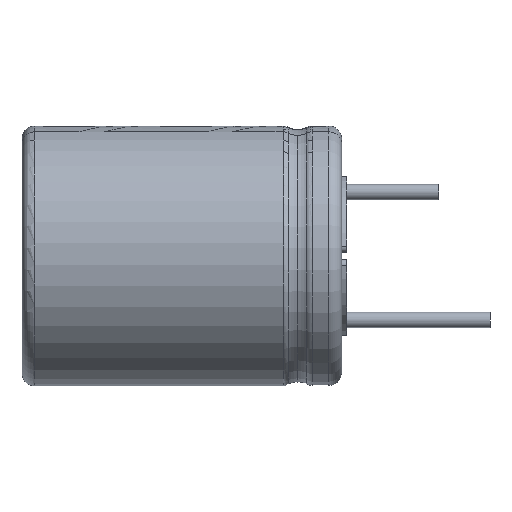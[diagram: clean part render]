
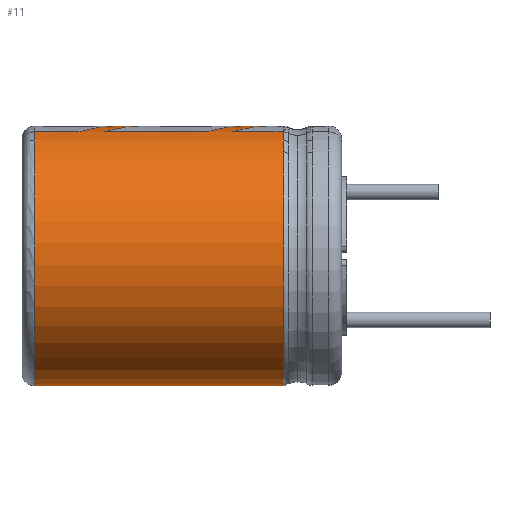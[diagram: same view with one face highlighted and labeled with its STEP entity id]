
A CAD part, left-side view. The second image highlights one B-rep face of the part: STEP entity #11.
In plain terms, the highlighted cylindrical face has radius 5.08 mm (diameter 10.16 mm), a partial arc.
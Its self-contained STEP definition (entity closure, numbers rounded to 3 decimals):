
#11 = ADVANCED_FACE ( 'NONE', ( #3034 ), #4594, .T. ) ;
#101 = EDGE_CURVE ( 'NONE', #3443, #3551, #2695, .T. ) ;
#170 = EDGE_CURVE ( 'NONE', #3509, #3402, #762, .T. ) ;
#211 = LINE ( 'NONE', #212, #2382 ) ;
#212 = CARTESIAN_POINT ( 'NONE',  ( 0., 12.5, -5.08 ) ) ;
#213 = DIRECTION ( 'NONE',  ( 0., 1., 0. ) ) ;
#439 = VECTOR ( 'NONE', #1599, 1000. ) ;
#762 = CIRCLE ( 'NONE', #2364, 5.08 ) ;
#956 = ORIENTED_EDGE ( 'NONE', *, *, #2730, .T. ) ;
#964 = ORIENTED_EDGE ( 'NONE', *, *, #2533, .F. ) ;
#965 = ORIENTED_EDGE ( 'NONE', *, *, #2801, .T. ) ;
#967 = ORIENTED_EDGE ( 'NONE', *, *, #101, .F. ) ;
#1597 = LINE ( 'NONE', #1598, #439 ) ;
#1598 = CARTESIAN_POINT ( 'NONE',  ( -1.5, 12.5, 4.853 ) ) ;
#1599 = DIRECTION ( 'NONE',  ( 0., 1., 0. ) ) ;
#1614 = CARTESIAN_POINT ( 'NONE',  ( 0., 3.772, 5.08 ) ) ;
#1615 = CARTESIAN_POINT ( 'NONE',  ( -0.509, 4.281, 5.08 ) ) ;
#1616 = CARTESIAN_POINT ( 'NONE',  ( -1.013, 4.785, 5.004 ) ) ;
#1617 = CARTESIAN_POINT ( 'NONE',  ( -1.5, 5.272, 4.853 ) ) ;
#1674 = LINE ( 'NONE', #1675, #4854 ) ;
#1675 = CARTESIAN_POINT ( 'NONE',  ( -1.5, 12.5, 4.853 ) ) ;
#1676 = DIRECTION ( 'NONE',  ( 0., 1., 0. ) ) ;
#1799 = CARTESIAN_POINT ( 'NONE',  ( 0., 2.772, 5.08 ) ) ;
#1815 = CARTESIAN_POINT ( 'NONE',  ( -1.5, 2.29, 4.853 ) ) ;
#1828 = CARTESIAN_POINT ( 'NONE',  ( -1.5, 10.272, 4.853 ) ) ;
#1848 = CARTESIAN_POINT ( 'NONE',  ( -1.5, 4.272, 4.853 ) ) ;
#1856 = CARTESIAN_POINT ( 'NONE',  ( 0., 12., -5.08 ) ) ;
#1862 = CARTESIAN_POINT ( 'NONE',  ( 0., 7.772, 5.08 ) ) ;
#1872 = CARTESIAN_POINT ( 'NONE',  ( 0., 3.772, 5.08 ) ) ;
#1908 = CARTESIAN_POINT ( 'NONE',  ( 0., 8.772, 5.08 ) ) ;
#1911 = CARTESIAN_POINT ( 'NONE',  ( -1.5, 9.272, 4.853 ) ) ;
#1922 = CARTESIAN_POINT ( 'NONE',  ( 0., 2.29, -5.08 ) ) ;
#1964 = CARTESIAN_POINT ( 'NONE',  ( -1.5, 12., 4.853 ) ) ;
#1966 = CARTESIAN_POINT ( 'NONE',  ( -1.5, 5.272, 4.853 ) ) ;
#2030 = ORIENTED_EDGE ( 'NONE', *, *, #2758, .T. ) ;
#2031 = ORIENTED_EDGE ( 'NONE', *, *, #2731, .T. ) ;
#2032 = ORIENTED_EDGE ( 'NONE', *, *, #2739, .T. ) ;
#2033 = ORIENTED_EDGE ( 'NONE', *, *, #2597, .T. ) ;
#2034 = ORIENTED_EDGE ( 'NONE', *, *, #2601, .T. ) ;
#2035 = ORIENTED_EDGE ( 'NONE', *, *, #2734, .T. ) ;
#2036 = ORIENTED_EDGE ( 'NONE', *, *, #2640, .T. ) ;
#2037 = ORIENTED_EDGE ( 'NONE', *, *, #170, .T. ) ;
#2364 = AXIS2_PLACEMENT_3D ( 'NONE', #4172, #4173, #4174 ) ;
#2382 = VECTOR ( 'NONE', #213, 1000. ) ;
#2533 = EDGE_CURVE ( 'NONE', #3509, #3443, #211, .T. ) ;
#2597 = EDGE_CURVE ( 'NONE', #3553, #3498, #1597, .T. ) ;
#2601 = EDGE_CURVE ( 'NONE', #3459, #3553, #4453, .T. ) ;
#2640 = EDGE_CURVE ( 'NONE', #3402, #3435, #1674, .T. ) ;
#2695 = CIRCLE ( 'NONE', #3314, 5.08 ) ;
#2730 = EDGE_CURVE ( 'NONE', #3435, #3389, #4441, .T. ) ;
#2731 = EDGE_CURVE ( 'NONE', #3449, #3495, #4677, .T. ) ;
#2734 = EDGE_CURVE ( 'NONE', #3389, #3459, #4686, .T. ) ;
#2739 = EDGE_CURVE ( 'NONE', #3498, #3449, #4458, .T. ) ;
#2758 = EDGE_CURVE ( 'NONE', #3495, #3415, #4440, .T. ) ;
#2801 = EDGE_CURVE ( 'NONE', #3415, #3551, #4376, .T. ) ;
#3034 = FACE_OUTER_BOUND ( 'NONE', #3636, .T. ) ;
#3049 = CARTESIAN_POINT ( 'NONE',  ( 0., 12.5, 0. ) ) ;
#3062 = DIRECTION ( 'NONE',  ( 0., 1., 0. ) ) ;
#3063 = DIRECTION ( 'NONE',  ( 0., 0., 1. ) ) ;
#3314 = AXIS2_PLACEMENT_3D ( 'NONE', #4970, #4971, #4972 ) ;
#3389 = VERTEX_POINT ( 'NONE', #1799 ) ;
#3402 = VERTEX_POINT ( 'NONE', #1815 ) ;
#3415 = VERTEX_POINT ( 'NONE', #1828 ) ;
#3435 = VERTEX_POINT ( 'NONE', #1848 ) ;
#3443 = VERTEX_POINT ( 'NONE', #1856 ) ;
#3449 = VERTEX_POINT ( 'NONE', #1862 ) ;
#3459 = VERTEX_POINT ( 'NONE', #1872 ) ;
#3495 = VERTEX_POINT ( 'NONE', #1908 ) ;
#3498 = VERTEX_POINT ( 'NONE', #1911 ) ;
#3509 = VERTEX_POINT ( 'NONE', #1922 ) ;
#3551 = VERTEX_POINT ( 'NONE', #1964 ) ;
#3553 = VERTEX_POINT ( 'NONE', #1966 ) ;
#3636 = EDGE_LOOP ( 'NONE', ( #964, #2037, #2036, #956, #2035, #2034, #2033, #2032, #2031, #2030, #965, #967 ) ) ;
#4172 = CARTESIAN_POINT ( 'NONE',  ( 0., 2.29, 0. ) ) ;
#4173 = DIRECTION ( 'NONE',  ( 0., 1., 0. ) ) ;
#4174 = DIRECTION ( 'NONE',  ( 0., 0., 1. ) ) ;
#4185 = CARTESIAN_POINT ( 'NONE',  ( 0., 8.772, 5.08 ) ) ;
#4186 = CARTESIAN_POINT ( 'NONE',  ( -0.509, 9.281, 5.08 ) ) ;
#4187 = CARTESIAN_POINT ( 'NONE',  ( -1.013, 9.785, 5.004 ) ) ;
#4188 = CARTESIAN_POINT ( 'NONE',  ( -1.5, 10.272, 4.853 ) ) ;
#4376 = LINE ( 'NONE', #4377, #5069 ) ;
#4377 = CARTESIAN_POINT ( 'NONE',  ( -1.5, 12.5, 4.853 ) ) ;
#4378 = DIRECTION ( 'NONE',  ( 0., 1., 0. ) ) ;
#4440 =( BOUNDED_CURVE ( )  B_SPLINE_CURVE ( 3, ( #4185, #4186, #4187, #4188 ),
 .UNSPECIFIED., .F., .T. ) 
 B_SPLINE_CURVE_WITH_KNOTS ( ( 4, 4 ),
 ( 4.712, 5.012 ),
 .UNSPECIFIED. ) 
 CURVE ( )  GEOMETRIC_REPRESENTATION_ITEM ( )  RATIONAL_B_SPLINE_CURVE ( ( 1., 0.993, 0.993, 1. ) ) 
 REPRESENTATION_ITEM ( '' )  );
#4441 =( BOUNDED_CURVE ( )  B_SPLINE_CURVE ( 3, ( #4672, #4673, #4674, #4675 ),
 .UNSPECIFIED., .F., .F. ) 
 B_SPLINE_CURVE_WITH_KNOTS ( ( 4, 4 ),
 ( 1.271, 1.571 ),
 .UNSPECIFIED. ) 
 CURVE ( )  GEOMETRIC_REPRESENTATION_ITEM ( )  RATIONAL_B_SPLINE_CURVE ( ( 1., 0.993, 0.993, 1. ) ) 
 REPRESENTATION_ITEM ( '' )  );
#4453 =( BOUNDED_CURVE ( )  B_SPLINE_CURVE ( 3, ( #1614, #1615, #1616, #1617 ),
 .UNSPECIFIED., .F., .F. ) 
 B_SPLINE_CURVE_WITH_KNOTS ( ( 4, 4 ),
 ( 4.712, 5.012 ),
 .UNSPECIFIED. ) 
 CURVE ( )  GEOMETRIC_REPRESENTATION_ITEM ( )  RATIONAL_B_SPLINE_CURVE ( ( 1., 0.993, 0.993, 1. ) ) 
 REPRESENTATION_ITEM ( '' )  );
#4458 =( BOUNDED_CURVE ( )  B_SPLINE_CURVE ( 3, ( #4706, #4707, #4708, #4709 ),
 .UNSPECIFIED., .F., .F. ) 
 B_SPLINE_CURVE_WITH_KNOTS ( ( 4, 4 ),
 ( 1.271, 1.571 ),
 .UNSPECIFIED. ) 
 CURVE ( )  GEOMETRIC_REPRESENTATION_ITEM ( )  RATIONAL_B_SPLINE_CURVE ( ( 1., 0.993, 0.993, 1. ) ) 
 REPRESENTATION_ITEM ( '' )  );
#4594 = CYLINDRICAL_SURFACE ( 'NONE', #4600, 5.08 ) ;
#4600 = AXIS2_PLACEMENT_3D ( 'NONE', #3049, #3062, #3063 ) ;
#4672 = CARTESIAN_POINT ( 'NONE',  ( -1.5, 4.272, 4.853 ) ) ;
#4673 = CARTESIAN_POINT ( 'NONE',  ( -1.013, 3.785, 5.004 ) ) ;
#4674 = CARTESIAN_POINT ( 'NONE',  ( -0.509, 3.281, 5.08 ) ) ;
#4675 = CARTESIAN_POINT ( 'NONE',  ( 0., 2.772, 5.08 ) ) ;
#4677 = LINE ( 'NONE', #4678, #5085 ) ;
#4678 = CARTESIAN_POINT ( 'NONE',  ( 0., 12.5, 5.08 ) ) ;
#4679 = DIRECTION ( 'NONE',  ( 0., 1., 0. ) ) ;
#4686 = LINE ( 'NONE', #4687, #5090 ) ;
#4687 = CARTESIAN_POINT ( 'NONE',  ( 0., 12.5, 5.08 ) ) ;
#4688 = DIRECTION ( 'NONE',  ( 0., 1., 0. ) ) ;
#4706 = CARTESIAN_POINT ( 'NONE',  ( -1.5, 9.272, 4.853 ) ) ;
#4707 = CARTESIAN_POINT ( 'NONE',  ( -1.013, 8.785, 5.004 ) ) ;
#4708 = CARTESIAN_POINT ( 'NONE',  ( -0.509, 8.281, 5.08 ) ) ;
#4709 = CARTESIAN_POINT ( 'NONE',  ( 0., 7.772, 5.08 ) ) ;
#4854 = VECTOR ( 'NONE', #1676, 1000. ) ;
#4970 = CARTESIAN_POINT ( 'NONE',  ( 0., 12., 0. ) ) ;
#4971 = DIRECTION ( 'NONE',  ( 0., 1., 0. ) ) ;
#4972 = DIRECTION ( 'NONE',  ( 0., 0., 1. ) ) ;
#5069 = VECTOR ( 'NONE', #4378, 1000. ) ;
#5085 = VECTOR ( 'NONE', #4679, 1000. ) ;
#5090 = VECTOR ( 'NONE', #4688, 1000. ) ;
